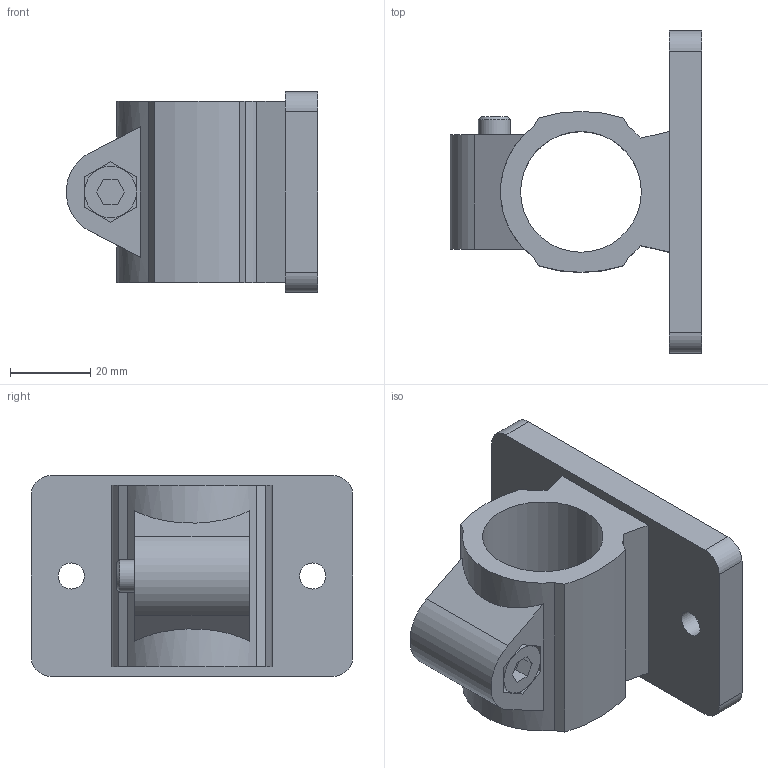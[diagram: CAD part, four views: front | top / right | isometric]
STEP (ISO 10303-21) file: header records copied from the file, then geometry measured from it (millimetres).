
FILE_DESCRIPTION( ( 'STEP AP214' ), '1' );
FILE_NAME( 'K0479.30.stp', '2020-12-08T09:56:01', ( '' ), ( '' ), ' ', 'PARTsolutions', ' ' );
FILE_SCHEMA( ( 'AUTOMOTIVE_DESIGN { 1 0 10303 214 1 1 1 1 }' ) );
Length unit declared in the file: millimetre
Products named in the file (1): _K0479.30
Bounding box: 62.46 x 80 x 50 mm (x, y, z)
Volume: 61801.3 mm3; surface area: 23675.9 mm2
Topology: 1 solids, 2 shells, 95 faces, 242 edges, 159 vertices
Faces by surface type: plane 53, cylinder 27, cone 13, torus 2
Full cylindrical faces by diameter (mm): 6.5 x2, 8 x2, 8.5 x1, 12.6 x1, 12.9 x1, 30 x1
Entity records: 3618 total; most frequent: CARTESIAN_POINT 568, DIRECTION 466, ORIENTED_EDGE 456, EDGE_CURVE 228, AXIS2_PLACEMENT_3D 166, VERTEX_POINT 156, LINE 134, VECTOR 134
